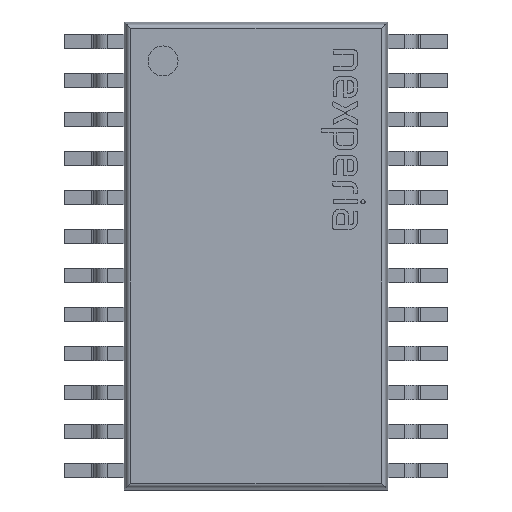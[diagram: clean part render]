
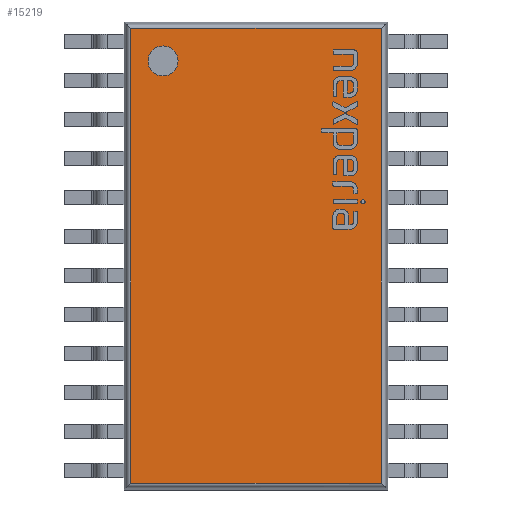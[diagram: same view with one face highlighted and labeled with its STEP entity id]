
A CAD part, top view. The second image highlights one B-rep face of the part: STEP entity #15219.
In plain terms, the highlighted planar face has unit normal (0, 0, 1).
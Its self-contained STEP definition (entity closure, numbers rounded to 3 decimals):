
#15125 = VERTEX_POINT('',#15126);
#15126 = CARTESIAN_POINT('',(-2.092,3.792,1.1));
#15133 = EDGE_CURVE('',#15125,#15134,#15136,.T.);
#15134 = VERTEX_POINT('',#15135);
#15135 = CARTESIAN_POINT('',(2.092,3.792,1.1));
#15136 = LINE('',#15137,#15138);
#15137 = CARTESIAN_POINT('',(-2.155,3.792,1.1));
#15138 = VECTOR('',#15139,1.);
#15139 = DIRECTION('',(1.,0.,0.));
#15199 = VERTEX_POINT('',#15200);
#15200 = CARTESIAN_POINT('',(-2.092,-3.792,1.1));
#15207 = EDGE_CURVE('',#15199,#15125,#15208,.T.);
#15208 = LINE('',#15209,#15210);
#15209 = CARTESIAN_POINT('',(-2.092,-3.855,1.1));
#15210 = VECTOR('',#15211,1.);
#15211 = DIRECTION('',(0.,1.,0.));
#15219 = ADVANCED_FACE('',(#15220,#15238),#15249,.T.);
#15220 = FACE_BOUND('',#15221,.T.);
#15221 = EDGE_LOOP('',(#15222,#15223,#15224,#15232));
#15222 = ORIENTED_EDGE('',*,*,#15133,.F.);
#15223 = ORIENTED_EDGE('',*,*,#15207,.F.);
#15224 = ORIENTED_EDGE('',*,*,#15225,.F.);
#15225 = EDGE_CURVE('',#15226,#15199,#15228,.T.);
#15226 = VERTEX_POINT('',#15227);
#15227 = CARTESIAN_POINT('',(2.092,-3.792,1.1));
#15228 = LINE('',#15229,#15230);
#15229 = CARTESIAN_POINT('',(2.155,-3.792,1.1));
#15230 = VECTOR('',#15231,1.);
#15231 = DIRECTION('',(-1.,0.,0.));
#15232 = ORIENTED_EDGE('',*,*,#15233,.F.);
#15233 = EDGE_CURVE('',#15134,#15226,#15234,.T.);
#15234 = LINE('',#15235,#15236);
#15235 = CARTESIAN_POINT('',(2.092,3.855,1.1));
#15236 = VECTOR('',#15237,1.);
#15237 = DIRECTION('',(0.,-1.,0.));
#15238 = FACE_BOUND('',#15239,.T.);
#15239 = EDGE_LOOP('',(#15240));
#15240 = ORIENTED_EDGE('',*,*,#15241,.F.);
#15241 = EDGE_CURVE('',#15242,#15242,#15244,.T.);
#15242 = VERTEX_POINT('',#15243);
#15243 = CARTESIAN_POINT('',(-1.3,3.25,1.1));
#15244 = CIRCLE('',#15245,0.25);
#15245 = AXIS2_PLACEMENT_3D('',#15246,#15247,#15248);
#15246 = CARTESIAN_POINT('',(-1.55,3.25,1.1));
#15247 = DIRECTION('',(0.,0.,1.));
#15248 = DIRECTION('',(1.,0.,0.));
#15249 = PLANE('',#15250);
#15250 = AXIS2_PLACEMENT_3D('',#15251,#15252,#15253);
#15251 = CARTESIAN_POINT('',(-2.2,3.9,1.1));
#15252 = DIRECTION('',(0.,0.,1.));
#15253 = DIRECTION('',(1.,0.,0.));
